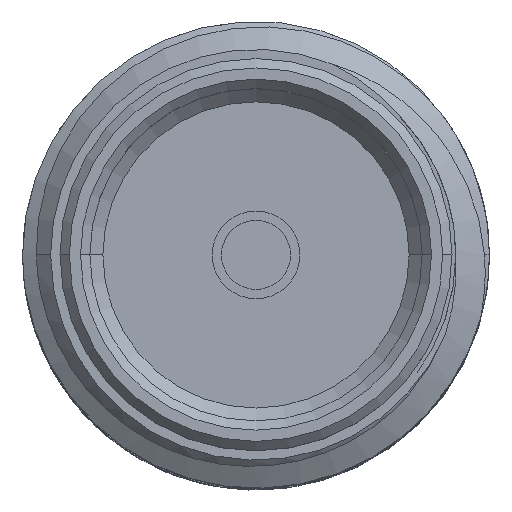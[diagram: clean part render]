
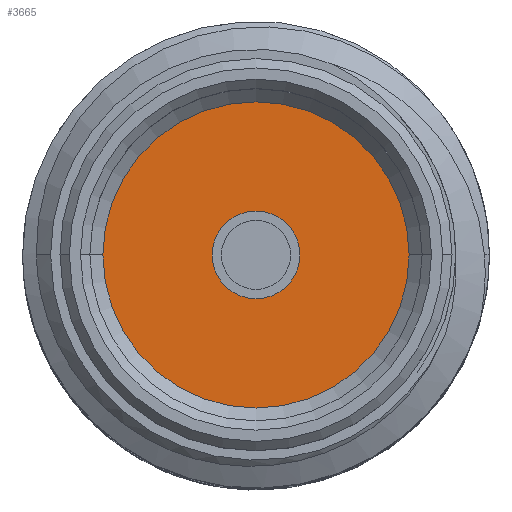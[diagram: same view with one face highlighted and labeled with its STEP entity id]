
A CAD part, top view. The second image highlights one B-rep face of the part: STEP entity #3665.
In plain terms, the highlighted planar face has unit normal (0, 0, 1).
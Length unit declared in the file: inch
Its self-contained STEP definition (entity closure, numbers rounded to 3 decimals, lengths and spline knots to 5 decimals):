
#70 = AXIS2_PLACEMENT_3D ( 'NONE', #80, #940, #4191 ) ;
#80 = CARTESIAN_POINT ( 'NONE',  ( 0., 0., 0.265 ) ) ;
#311 = VERTEX_POINT ( 'NONE', #3954 ) ;
#463 = AXIS2_PLACEMENT_3D ( 'NONE', #5161, #4028, #4367 ) ;
#481 = DIRECTION ( 'NONE',  ( 0., 0., 1. ) ) ;
#502 = ORIENTED_EDGE ( 'NONE', *, *, #2946, .T. ) ;
#766 = CARTESIAN_POINT ( 'NONE',  ( -0.0235, 0., 0.265 ) ) ;
#914 = VERTEX_POINT ( 'NONE', #3085 ) ;
#940 = DIRECTION ( 'NONE',  ( 0., 0., 1. ) ) ;
#960 = DIRECTION ( 'NONE',  ( 0., 0., 1. ) ) ;
#980 = DIRECTION ( 'NONE',  ( 1., 0., 0. ) ) ;
#987 = CIRCLE ( 'NONE', #463, 0.0235 ) ;
#1160 = CARTESIAN_POINT ( 'NONE',  ( 0.0235, 0., 0.265 ) ) ;
#1374 = CARTESIAN_POINT ( 'NONE',  ( 0., 0., 0.265 ) ) ;
#1651 = DIRECTION ( 'NONE',  ( 1., 0., 0. ) ) ;
#1966 = AXIS2_PLACEMENT_3D ( 'NONE', #2517, #2879, #1651 ) ;
#2460 = FACE_OUTER_BOUND ( 'NONE', #3278, .T. ) ;
#2517 = CARTESIAN_POINT ( 'NONE',  ( 0., 0., 0.265 ) ) ;
#2561 = EDGE_LOOP ( 'NONE', ( #2829, #4237 ) ) ;
#2698 = EDGE_CURVE ( 'NONE', #4692, #3474, #987, .T. ) ;
#2829 = ORIENTED_EDGE ( 'NONE', *, *, #3512, .F. ) ;
#2879 = DIRECTION ( 'NONE',  ( 0., 0., 1. ) ) ;
#2946 = EDGE_CURVE ( 'NONE', #311, #914, #4321, .T. ) ;
#3085 = CARTESIAN_POINT ( 'NONE',  ( 0.082, 0., 0.265 ) ) ;
#3278 = EDGE_LOOP ( 'NONE', ( #4290, #502 ) ) ;
#3474 = VERTEX_POINT ( 'NONE', #1160 ) ;
#3512 = EDGE_CURVE ( 'NONE', #3474, #4692, #3539, .T. ) ;
#3539 = CIRCLE ( 'NONE', #1966, 0.0235 ) ;
#3665 = ADVANCED_FACE ( 'NONE', ( #5119, #2460 ), #4142, .T. ) ;
#3741 = CARTESIAN_POINT ( 'NONE',  ( 0., 0., 0.265 ) ) ;
#3954 = CARTESIAN_POINT ( 'NONE',  ( -0.082, 0., 0.265 ) ) ;
#4028 = DIRECTION ( 'NONE',  ( 0., 0., 1. ) ) ;
#4142 = PLANE ( 'NONE',  #4642 ) ;
#4191 = DIRECTION ( 'NONE',  ( 1., 0., 0. ) ) ;
#4237 = ORIENTED_EDGE ( 'NONE', *, *, #2698, .F. ) ;
#4290 = ORIENTED_EDGE ( 'NONE', *, *, #4960, .T. ) ;
#4321 = CIRCLE ( 'NONE', #4881, 0.082 ) ;
#4367 = DIRECTION ( 'NONE',  ( 1., 0., 0. ) ) ;
#4642 = AXIS2_PLACEMENT_3D ( 'NONE', #3741, #481, #4974 ) ;
#4692 = VERTEX_POINT ( 'NONE', #766 ) ;
#4881 = AXIS2_PLACEMENT_3D ( 'NONE', #1374, #960, #980 ) ;
#4960 = EDGE_CURVE ( 'NONE', #914, #311, #5137, .T. ) ;
#4974 = DIRECTION ( 'NONE',  ( 1., 0., 0. ) ) ;
#5119 = FACE_BOUND ( 'NONE', #2561, .T. ) ;
#5137 = CIRCLE ( 'NONE', #70, 0.082 ) ;
#5161 = CARTESIAN_POINT ( 'NONE',  ( 0., 0., 0.265 ) ) ;
